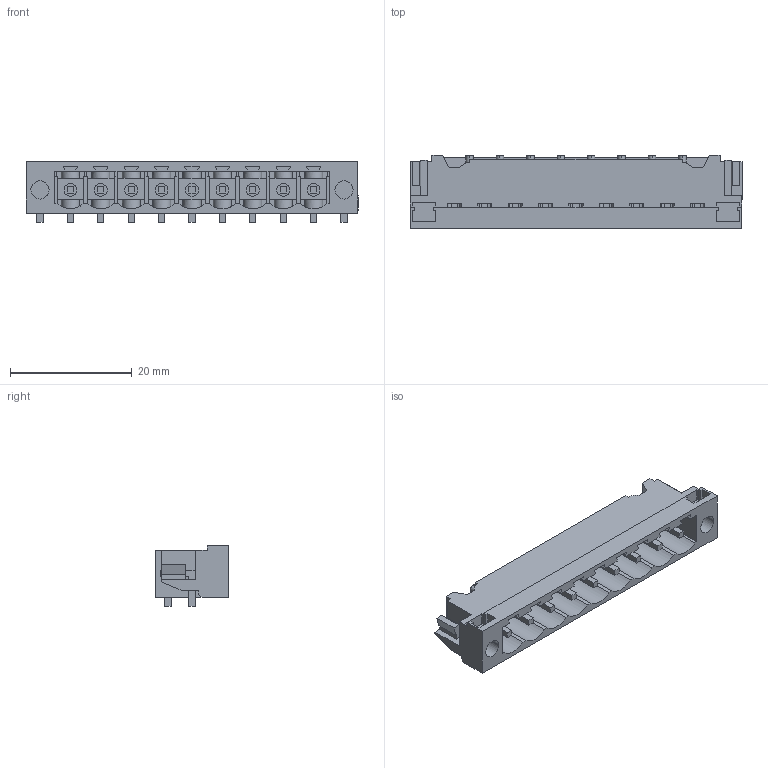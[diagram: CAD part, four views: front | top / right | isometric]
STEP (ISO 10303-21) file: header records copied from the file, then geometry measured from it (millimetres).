
FILE_DESCRIPTION(('CATIA V5 STEP Exchange','CAx-IF Rec.Pracs.--- Model Styling and Organization---1.2---2011-12-15'),'2;1');
FILE_NAME ('7601237_2_1797300000_1797300000.stp','2018-03-12T10:57:29+00:00',('none'),('Weidmueller'),'CATIA Version 5-6 Release 2014','CATIA V5 STEP AP214','none');
FILE_SCHEMA(('AUTOMOTIVE_DESIGN { 1 0 10303 214 1 1 1 1 }'));
Length unit declared in the file: millimetre
Products named in the file (1): 1797300000
Bounding box: 54.6 x 12 x 9.93 mm (x, y, z)
Volume: 2109.9 mm3; surface area: 4724.4 mm2
Topology: 12 solids, 12 shells, 653 faces, 1974 edges, 1328 vertices
Faces by surface type: plane 556, cylinder 97
Entity records: 21649 total; most frequent: CARTESIAN_POINT 4168, ORIENTED_EDGE 3948, DIRECTION 2809, EDGE_CURVE 1974, VECTOR 1723, LINE 1723, VERTEX_POINT 1328, EDGE_LOOP 676
